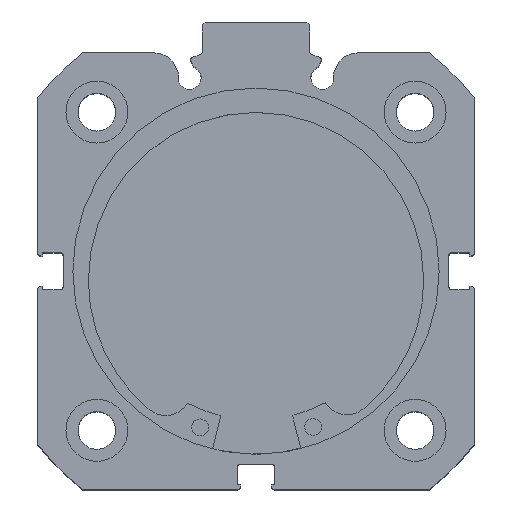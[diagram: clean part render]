
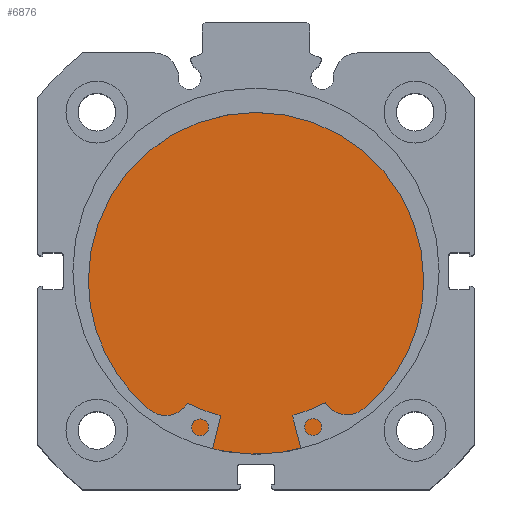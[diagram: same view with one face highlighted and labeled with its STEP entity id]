
A CAD part, top view. The second image highlights one B-rep face of the part: STEP entity #6876.
In plain terms, the highlighted face is planar.
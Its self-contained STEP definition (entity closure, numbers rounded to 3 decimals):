
#232 = AXIS2_PLACEMENT_3D ( 'NONE', #2995, #2985, #2984 ) ;
#354 = AXIS2_PLACEMENT_3D ( 'NONE', #1300, #1326, #1327 ) ;
#527 = AXIS2_PLACEMENT_3D ( 'NONE', #1905, #1908, #1909 ) ;
#1300 = CARTESIAN_POINT ( 'NONE',  ( 9.5, 0., 0. ) ) ;
#1326 = DIRECTION ( 'NONE',  ( -1., 0., 0. ) ) ;
#1327 = DIRECTION ( 'NONE',  ( 0., 0., 1. ) ) ;
#1905 = CARTESIAN_POINT ( 'NONE',  ( 9.5, 32.5, 0. ) ) ;
#1906 = PLANE ( 'NONE',  #527 ) ;
#1908 = DIRECTION ( 'NONE',  ( -1., 0., 0. ) ) ;
#1909 = DIRECTION ( 'NONE',  ( 0., 0., 1. ) ) ;
#2272 = CIRCLE ( 'NONE', #354, 32.5 ) ;
#2587 = FACE_OUTER_BOUND ( 'NONE', #3904, .T. ) ;
#2984 = DIRECTION ( 'NONE',  ( 0., 0., 1. ) ) ;
#2985 = DIRECTION ( 'NONE',  ( -1., 0., 0. ) ) ;
#2995 = CARTESIAN_POINT ( 'NONE',  ( 9.5, 0., 0. ) ) ;
#3254 = CARTESIAN_POINT ( 'NONE',  ( 9.5, 0., 32.5 ) ) ;
#3642 = CARTESIAN_POINT ( 'NONE',  ( 9.5, 0., -32.5 ) ) ;
#3904 = EDGE_LOOP ( 'NONE', ( #5866, #5865 ) ) ;
#4292 = VERTEX_POINT ( 'NONE', #3254 ) ;
#4741 = VERTEX_POINT ( 'NONE', #3642 ) ;
#5240 = EDGE_CURVE ( 'NONE', #4741, #4292, #6296, .T. ) ;
#5533 = EDGE_CURVE ( 'NONE', #4292, #4741, #2272, .T. ) ;
#5865 = ORIENTED_EDGE ( 'NONE', *, *, #5240, .F. ) ;
#5866 = ORIENTED_EDGE ( 'NONE', *, *, #5533, .F. ) ;
#6296 = CIRCLE ( 'NONE', #232, 32.5 ) ;
#6876 = ADVANCED_FACE ( 'NONE', ( #2587 ), #1906, .F. ) ;
